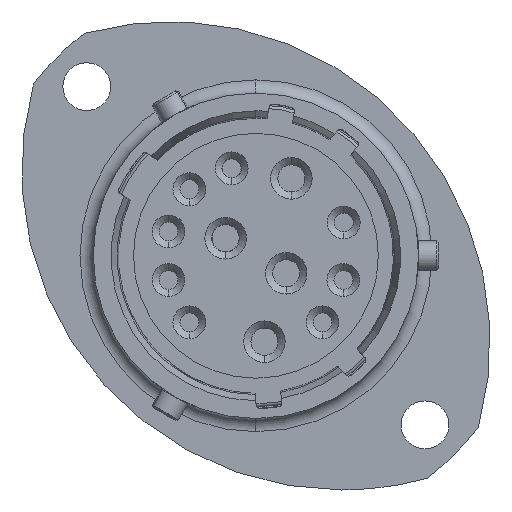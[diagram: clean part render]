
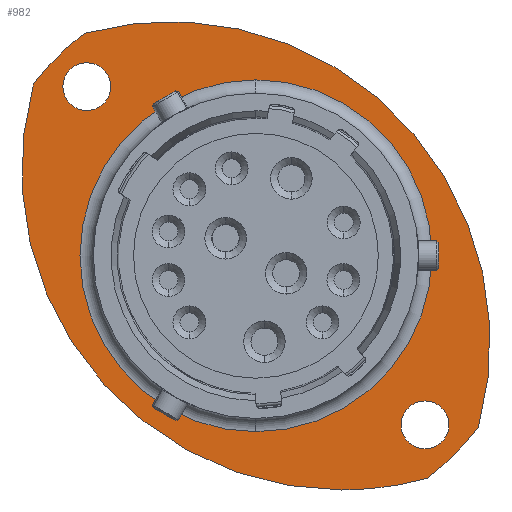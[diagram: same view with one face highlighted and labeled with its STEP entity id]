
A CAD part, left-side view. The second image highlights one B-rep face of the part: STEP entity #982.
In plain terms, the highlighted planar face has unit normal (-1, 0, 0).
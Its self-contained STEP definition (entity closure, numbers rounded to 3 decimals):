
#55 = CIRCLE ( 'NONE', #7084, 19.1 ) ;
#242 = DIRECTION ( 'NONE',  ( -1., 0., 0. ) ) ;
#320 = CARTESIAN_POINT ( 'NONE',  ( 15.98, 11.49, 11.49 ) ) ;
#331 = CIRCLE ( 'NONE', #15117, 21.75 ) ;
#502 = DIRECTION ( 'NONE',  ( 0., 0., -1. ) ) ;
#725 = CIRCLE ( 'NONE', #2331, 1.625 ) ;
#982 = ADVANCED_FACE ( 'NONE', ( #13811, #12740, #21379, #12213 ), #18724, .F. ) ;
#1395 = VERTEX_POINT ( 'NONE', #14066 ) ;
#1417 = DIRECTION ( 'NONE',  ( -1., 0., 0. ) ) ;
#1461 = CIRCLE ( 'NONE', #20153, 21.75 ) ;
#1479 = CARTESIAN_POINT ( 'NONE',  ( 15.98, -11.673, -15.118 ) ) ;
#1600 = DIRECTION ( 'NONE',  ( -1., 0., 0. ) ) ;
#1788 = ORIENTED_EDGE ( 'NONE', *, *, #22014, .F. ) ;
#1901 = DIRECTION ( 'NONE',  ( -1., 0., 0. ) ) ;
#1915 = VERTEX_POINT ( 'NONE', #6621 ) ;
#2272 = CARTESIAN_POINT ( 'NONE',  ( 15.98, -11.49, -13.115 ) ) ;
#2296 = AXIS2_PLACEMENT_3D ( 'NONE', #320, #1901, #8655 ) ;
#2331 = AXIS2_PLACEMENT_3D ( 'NONE', #3402, #242, #12264 ) ;
#2445 = VERTEX_POINT ( 'NONE', #18132 ) ;
#2840 = DIRECTION ( 'NONE',  ( 0., 0., 1. ) ) ;
#3041 = CARTESIAN_POINT ( 'NONE',  ( 15.98, 5.834, -5.834 ) ) ;
#3074 = VERTEX_POINT ( 'NONE', #5857 ) ;
#3402 = CARTESIAN_POINT ( 'NONE',  ( 15.98, -11.49, -11.49 ) ) ;
#3597 = CIRCLE ( 'NONE', #6853, 19.1 ) ;
#3653 = CARTESIAN_POINT ( 'NONE',  ( 15.98, 0., 0. ) ) ;
#3877 = ORIENTED_EDGE ( 'NONE', *, *, #9341, .T. ) ;
#4957 = CIRCLE ( 'NONE', #5471, 1.625 ) ;
#5001 = ORIENTED_EDGE ( 'NONE', *, *, #17692, .T. ) ;
#5471 = AXIS2_PLACEMENT_3D ( 'NONE', #8684, #15437, #15362 ) ;
#5857 = CARTESIAN_POINT ( 'NONE',  ( 15.98, -11.49, -9.865 ) ) ;
#6225 = CIRCLE ( 'NONE', #21343, 11.955 ) ;
#6309 = DIRECTION ( 'NONE',  ( 0., 0., -1. ) ) ;
#6621 = CARTESIAN_POINT ( 'NONE',  ( 15.98, 11.49, 13.115 ) ) ;
#6677 = DIRECTION ( 'NONE',  ( 1., 0., 0. ) ) ;
#6682 = DIRECTION ( 'NONE',  ( 1., 0., 0. ) ) ;
#6836 = CARTESIAN_POINT ( 'NONE',  ( 15.98, 0., 0. ) ) ;
#6841 = CARTESIAN_POINT ( 'NONE',  ( 15.98, -5.834, -15.916 ) ) ;
#6853 = AXIS2_PLACEMENT_3D ( 'NONE', #15129, #18609, #8508 ) ;
#7084 = AXIS2_PLACEMENT_3D ( 'NONE', #11674, #1417, #2840 ) ;
#7798 = VERTEX_POINT ( 'NONE', #18553 ) ;
#8415 = DIRECTION ( 'NONE',  ( 0., 0., -1. ) ) ;
#8429 = DIRECTION ( 'NONE',  ( 0., 0., -1. ) ) ;
#8479 = VERTEX_POINT ( 'NONE', #2272 ) ;
#8508 = DIRECTION ( 'NONE',  ( 0., 0., 1. ) ) ;
#8655 = DIRECTION ( 'NONE',  ( 0., 0., -1. ) ) ;
#8684 = CARTESIAN_POINT ( 'NONE',  ( 15.98, 11.49, 11.49 ) ) ;
#8917 = ORIENTED_EDGE ( 'NONE', *, *, #14862, .T. ) ;
#8975 = CARTESIAN_POINT ( 'NONE',  ( 15.98, -15.118, -11.673 ) ) ;
#9275 = EDGE_CURVE ( 'NONE', #8479, #3074, #20670, .T. ) ;
#9341 = EDGE_CURVE ( 'NONE', #9350, #11375, #15509, .T. ) ;
#9350 = VERTEX_POINT ( 'NONE', #6841 ) ;
#9686 = DIRECTION ( 'NONE',  ( -1., 0., 0. ) ) ;
#9793 = CARTESIAN_POINT ( 'NONE',  ( 15.98, 15.118, 11.673 ) ) ;
#9921 = EDGE_CURVE ( 'NONE', #3074, #8479, #725, .T. ) ;
#10888 = EDGE_CURVE ( 'NONE', #11375, #14241, #55, .T. ) ;
#11375 = VERTEX_POINT ( 'NONE', #1479 ) ;
#11423 = CARTESIAN_POINT ( 'NONE',  ( 15.98, 11.49, 9.865 ) ) ;
#11425 = DIRECTION ( 'NONE',  ( 0., 0., -1. ) ) ;
#11449 = ORIENTED_EDGE ( 'NONE', *, *, #9275, .F. ) ;
#11492 = DIRECTION ( 'NONE',  ( -1., 0., 0. ) ) ;
#11563 = CARTESIAN_POINT ( 'NONE',  ( 15.98, -5.834, 5.834 ) ) ;
#11575 = AXIS2_PLACEMENT_3D ( 'NONE', #13433, #6677, #15381 ) ;
#11630 = DIRECTION ( 'NONE',  ( 0., 0., -1. ) ) ;
#11674 = CARTESIAN_POINT ( 'NONE',  ( 15.98, 0., 0. ) ) ;
#11710 = ORIENTED_EDGE ( 'NONE', *, *, #14966, .T. ) ;
#12213 = FACE_OUTER_BOUND ( 'NONE', #13348, .T. ) ;
#12264 = DIRECTION ( 'NONE',  ( 0., 0., -1. ) ) ;
#12740 = FACE_BOUND ( 'NONE', #14303, .T. ) ;
#13182 = EDGE_CURVE ( 'NONE', #2445, #7798, #21670, .T. ) ;
#13219 = ORIENTED_EDGE ( 'NONE', *, *, #9921, .F. ) ;
#13348 = EDGE_LOOP ( 'NONE', ( #8917, #3877, #20549, #21585, #5001 ) ) ;
#13433 = CARTESIAN_POINT ( 'NONE',  ( 15.98, 11.055, 0. ) ) ;
#13543 = EDGE_CURVE ( 'NONE', #14241, #1395, #1461, .T. ) ;
#13811 = FACE_BOUND ( 'NONE', #16420, .T. ) ;
#14066 = CARTESIAN_POINT ( 'NONE',  ( 15.98, 11.673, 15.118 ) ) ;
#14187 = AXIS2_PLACEMENT_3D ( 'NONE', #3653, #21118, #502 ) ;
#14220 = CIRCLE ( 'NONE', #2296, 1.625 ) ;
#14241 = VERTEX_POINT ( 'NONE', #8975 ) ;
#14303 = EDGE_LOOP ( 'NONE', ( #1788, #15114 ) ) ;
#14501 = EDGE_LOOP ( 'NONE', ( #11449, #13219 ) ) ;
#14862 = EDGE_CURVE ( 'NONE', #21952, #9350, #331, .T. ) ;
#14966 = EDGE_CURVE ( 'NONE', #7798, #2445, #6225, .T. ) ;
#15021 = ORIENTED_EDGE ( 'NONE', *, *, #13182, .T. ) ;
#15114 = ORIENTED_EDGE ( 'NONE', *, *, #18847, .F. ) ;
#15117 = AXIS2_PLACEMENT_3D ( 'NONE', #11563, #11492, #6309 ) ;
#15129 = CARTESIAN_POINT ( 'NONE',  ( 15.98, 0., 0. ) ) ;
#15362 = DIRECTION ( 'NONE',  ( 0., 0., -1. ) ) ;
#15381 = DIRECTION ( 'NONE',  ( 0., 0., -1. ) ) ;
#15437 = DIRECTION ( 'NONE',  ( -1., 0., 0. ) ) ;
#15509 = CIRCLE ( 'NONE', #21602, 21.75 ) ;
#16420 = EDGE_LOOP ( 'NONE', ( #11710, #15021 ) ) ;
#17692 = EDGE_CURVE ( 'NONE', #1395, #21952, #3597, .T. ) ;
#18132 = CARTESIAN_POINT ( 'NONE',  ( 15.98, 0., 11.955 ) ) ;
#18139 = VERTEX_POINT ( 'NONE', #11423 ) ;
#18553 = CARTESIAN_POINT ( 'NONE',  ( 15.98, 0., -11.955 ) ) ;
#18609 = DIRECTION ( 'NONE',  ( -1., 0., 0. ) ) ;
#18724 = PLANE ( 'NONE',  #11575 ) ;
#18831 = DIRECTION ( 'NONE',  ( -1., 0., 0. ) ) ;
#18847 = EDGE_CURVE ( 'NONE', #1915, #18139, #14220, .T. ) ;
#20153 = AXIS2_PLACEMENT_3D ( 'NONE', #3041, #18831, #8429 ) ;
#20437 = AXIS2_PLACEMENT_3D ( 'NONE', #21822, #9686, #11425 ) ;
#20549 = ORIENTED_EDGE ( 'NONE', *, *, #10888, .T. ) ;
#20670 = CIRCLE ( 'NONE', #20437, 1.625 ) ;
#21118 = DIRECTION ( 'NONE',  ( 1., 0., 0. ) ) ;
#21343 = AXIS2_PLACEMENT_3D ( 'NONE', #6836, #6682, #11630 ) ;
#21379 = FACE_BOUND ( 'NONE', #14501, .T. ) ;
#21585 = ORIENTED_EDGE ( 'NONE', *, *, #13543, .T. ) ;
#21602 = AXIS2_PLACEMENT_3D ( 'NONE', #22196, #1600, #8415 ) ;
#21670 = CIRCLE ( 'NONE', #14187, 11.955 ) ;
#21822 = CARTESIAN_POINT ( 'NONE',  ( 15.98, -11.49, -11.49 ) ) ;
#21952 = VERTEX_POINT ( 'NONE', #9793 ) ;
#22014 = EDGE_CURVE ( 'NONE', #18139, #1915, #4957, .T. ) ;
#22196 = CARTESIAN_POINT ( 'NONE',  ( 15.98, -5.834, 5.834 ) ) ;
